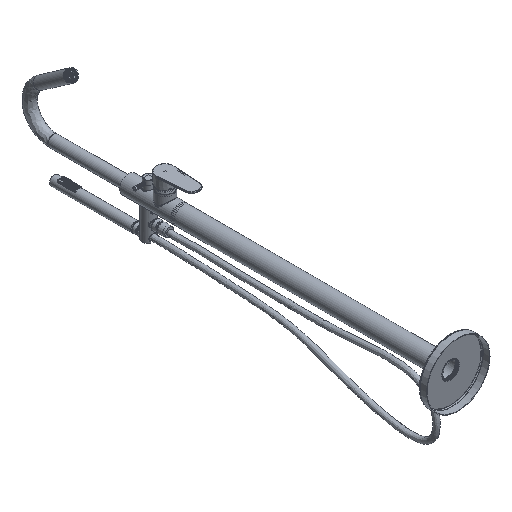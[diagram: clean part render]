
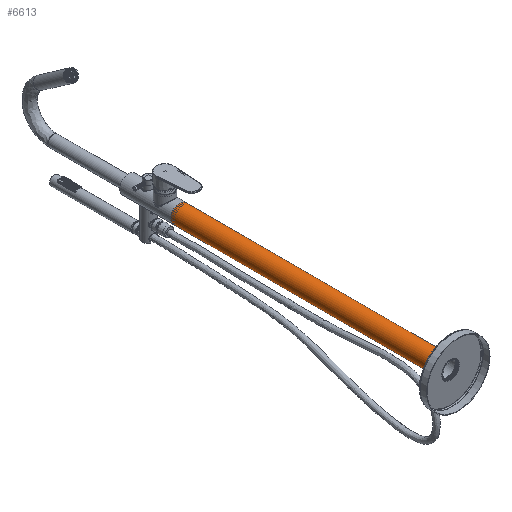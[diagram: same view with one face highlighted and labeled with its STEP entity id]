
A CAD part, isometric view. The second image highlights one B-rep face of the part: STEP entity #6613.
In plain terms, the highlighted cylindrical face has radius 22.5 mm (diameter 45 mm), a full revolution.
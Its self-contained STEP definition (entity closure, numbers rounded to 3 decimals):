
#33 = AXIS2_PLACEMENT_3D ( 'NONE', #16405, #11180, #19114 ) ;
#1040 = CYLINDRICAL_SURFACE ( 'NONE', #15478, 22.5 ) ;
#2430 = DIRECTION ( 'NONE',  ( 0., 0., -1. ) ) ;
#4904 = VERTEX_POINT ( 'NONE', #27983 ) ;
#5332 = DIRECTION ( 'NONE',  ( 0., 1., 0. ) ) ;
#6613 = ADVANCED_FACE ( 'NONE', ( #28354, #32089 ), #1040, .T. ) ;
#6918 = AXIS2_PLACEMENT_3D ( 'NONE', #24079, #5332, #15849 ) ;
#9860 = EDGE_CURVE ( 'NONE', #4904, #4904, #29555, .T. ) ;
#11180 = DIRECTION ( 'NONE',  ( 0., 1., 0. ) ) ;
#13954 = ORIENTED_EDGE ( 'NONE', *, *, #20367, .F. ) ;
#14367 = ORIENTED_EDGE ( 'NONE', *, *, #9860, .T. ) ;
#15478 = AXIS2_PLACEMENT_3D ( 'NONE', #33709, #17874, #2430 ) ;
#15849 = DIRECTION ( 'NONE',  ( 0., 0., 1. ) ) ;
#16405 = CARTESIAN_POINT ( 'NONE',  ( 0., 0., 0. ) ) ;
#17709 = VERTEX_POINT ( 'NONE', #33337 ) ;
#17874 = DIRECTION ( 'NONE',  ( 0., -1., 0. ) ) ;
#19114 = DIRECTION ( 'NONE',  ( 0., 0., -1. ) ) ;
#19677 = EDGE_LOOP ( 'NONE', ( #13954 ) ) ;
#20367 = EDGE_CURVE ( 'NONE', #17709, #17709, #30891, .T. ) ;
#24079 = CARTESIAN_POINT ( 'NONE',  ( 0., 684., 0. ) ) ;
#26118 = EDGE_LOOP ( 'NONE', ( #14367 ) ) ;
#27983 = CARTESIAN_POINT ( 'NONE',  ( 0., 0., -22.5 ) ) ;
#28354 = FACE_OUTER_BOUND ( 'NONE', #26118, .T. ) ;
#29555 = CIRCLE ( 'NONE', #33, 22.5 ) ;
#30891 = CIRCLE ( 'NONE', #6918, 22.5 ) ;
#32089 = FACE_OUTER_BOUND ( 'NONE', #19677, .T. ) ;
#33337 = CARTESIAN_POINT ( 'NONE',  ( 0., 684., 22.5 ) ) ;
#33709 = CARTESIAN_POINT ( 'NONE',  ( 0., 690., 0. ) ) ;
